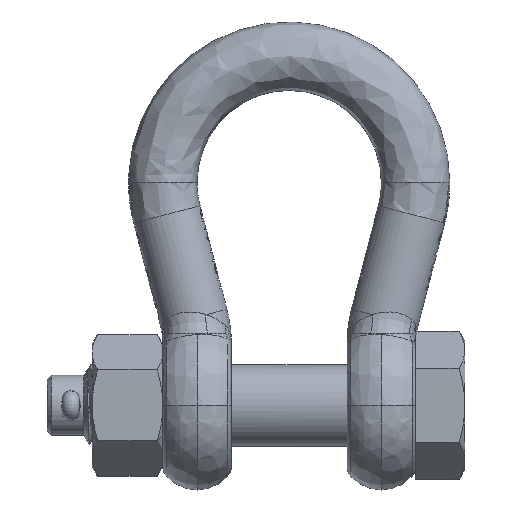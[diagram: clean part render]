
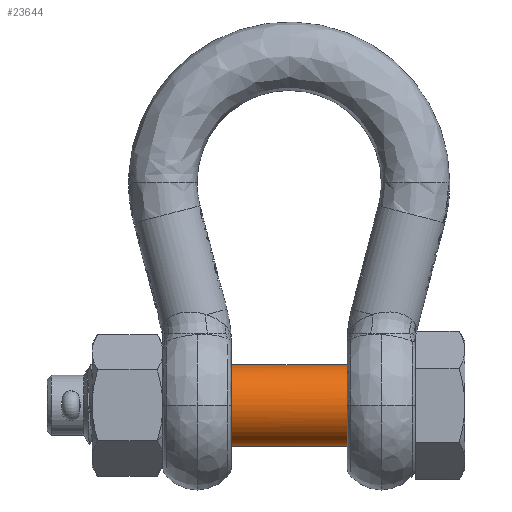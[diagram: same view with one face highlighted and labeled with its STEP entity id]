
A CAD part, top view. The second image highlights one B-rep face of the part: STEP entity #23644.
In plain terms, the highlighted cylindrical face has radius 9.5 mm (diameter 19 mm), a partial arc.
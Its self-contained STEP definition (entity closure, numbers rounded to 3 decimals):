
#23561 = EDGE_CURVE ( 'NONE', #23562, #23657, #31342, .T. ) ;
#23562 = VERTEX_POINT ( 'NONE', #31337 ) ;
#23568 = EDGE_CURVE ( 'NONE', #23585, #23997, #32281, .T. ) ;
#23581 = EDGE_LOOP ( 'NONE', ( #23702, #23683, #23603, #23583, #23703 ) ) ;
#23583 = ORIENTED_EDGE ( 'NONE', *, *, #23568, .T. ) ;
#23585 = VERTEX_POINT ( 'NONE', #32374 ) ;
#23603 = ORIENTED_EDGE ( 'NONE', *, *, #23617, .T. ) ;
#23617 = EDGE_CURVE ( 'NONE', #23657, #23585, #32487, .T. ) ;
#23644 = ADVANCED_FACE ( 'NONE', ( #32793 ), #32792, .T. ) ;
#23646 = VERTEX_POINT ( 'NONE', #32790 ) ;
#23657 = VERTEX_POINT ( 'NONE', #32831 ) ;
#23681 = EDGE_CURVE ( 'NONE', #23562, #23646, #34693, .T. ) ;
#23683 = ORIENTED_EDGE ( 'NONE', *, *, #23561, .T. ) ;
#23702 = ORIENTED_EDGE ( 'NONE', *, *, #23681, .F. ) ;
#23703 = ORIENTED_EDGE ( 'NONE', *, *, #23704, .F. ) ;
#23704 = EDGE_CURVE ( 'NONE', #23646, #23997, #34901, .T. ) ;
#23997 = VERTEX_POINT ( 'NONE', #38005 ) ;
#31337 = CARTESIAN_POINT ( 'NONE',  ( -9.5, 0., 11.75 ) ) ;
#31338 = DIRECTION ( 'NONE',  ( -1., 0., 0. ) ) ;
#31339 = DIRECTION ( 'NONE',  ( 0., 0., 1. ) ) ;
#31340 = AXIS2_PLACEMENT_3D ( 'NONE', #31343, #31339, #31338 ) ;
#31342 = CIRCLE ( 'NONE', #31340, 9.5 ) ;
#31343 = CARTESIAN_POINT ( 'NONE',  ( 0., 0., 11.75 ) ) ;
#32278 = DIRECTION ( 'NONE',  ( 0., 0., 1. ) ) ;
#32279 = VECTOR ( 'NONE', #32278, 1000. ) ;
#32280 = CARTESIAN_POINT ( 'NONE',  ( 9.5, 0., 11.75 ) ) ;
#32281 = LINE ( 'NONE', #32280, #32279 ) ;
#32374 = CARTESIAN_POINT ( 'NONE',  ( 9.5, 0., 11.75 ) ) ;
#32483 = DIRECTION ( 'NONE',  ( -1., 0., 0. ) ) ;
#32484 = DIRECTION ( 'NONE',  ( 0., 0., 1. ) ) ;
#32485 = CARTESIAN_POINT ( 'NONE',  ( 0., 0., 11.75 ) ) ;
#32486 = AXIS2_PLACEMENT_3D ( 'NONE', #32485, #32484, #32483 ) ;
#32487 = CIRCLE ( 'NONE', #32486, 9.5 ) ;
#32787 = DIRECTION ( 'NONE',  ( 1., 0., 0. ) ) ;
#32788 = DIRECTION ( 'NONE',  ( 0., 0., 1. ) ) ;
#32789 = AXIS2_PLACEMENT_3D ( 'NONE', #32791, #32788, #32787 ) ;
#32790 = CARTESIAN_POINT ( 'NONE',  ( -9.5, 0., 65.542 ) ) ;
#32791 = CARTESIAN_POINT ( 'NONE',  ( 0., 0., 11.75 ) ) ;
#32792 = CYLINDRICAL_SURFACE ( 'NONE', #32789, 9.5 ) ;
#32793 = FACE_OUTER_BOUND ( 'NONE', #23581, .T. ) ;
#32831 = CARTESIAN_POINT ( 'NONE',  ( 0., -9.5, 11.75 ) ) ;
#34693 = LINE ( 'NONE', #34741, #34740 ) ;
#34739 = DIRECTION ( 'NONE',  ( 0., 0., 1. ) ) ;
#34740 = VECTOR ( 'NONE', #34739, 1000. ) ;
#34741 = CARTESIAN_POINT ( 'NONE',  ( -9.5, 0., 11.75 ) ) ;
#34872 = CARTESIAN_POINT ( 'NONE',  ( 1.547, -9.378, 66.25 ) ) ;
#34873 = CARTESIAN_POINT ( 'NONE',  ( 1.237, -9.424, 66.237 ) ) ;
#34874 = CARTESIAN_POINT ( 'NONE',  ( 0.614, -9.485, 66.21 ) ) ;
#34875 = CARTESIAN_POINT ( 'NONE',  ( 0.303, -9.5, 66.196 ) ) ;
#34876 = CARTESIAN_POINT ( 'NONE',  ( -0.626, -9.5, 66.156 ) ) ;
#34877 = CARTESIAN_POINT ( 'NONE',  ( -1.242, -9.439, 66.13 ) ) ;
#34878 = CARTESIAN_POINT ( 'NONE',  ( -2.162, -9.256, 66.09 ) ) ;
#34879 = CARTESIAN_POINT ( 'NONE',  ( -2.467, -9.179, 66.076 ) ) ;
#34880 = CARTESIAN_POINT ( 'NONE',  ( -3.061, -8.999, 66.049 ) ) ;
#34881 = CARTESIAN_POINT ( 'NONE',  ( -3.352, -8.894, 66.036 ) ) ;
#34882 = CARTESIAN_POINT ( 'NONE',  ( -3.924, -8.657, 66.01 ) ) ;
#34883 = CARTESIAN_POINT ( 'NONE',  ( -4.204, -8.525, 65.996 ) ) ;
#34884 = CARTESIAN_POINT ( 'NONE',  ( -4.752, -8.232, 65.97 ) ) ;
#34885 = CARTESIAN_POINT ( 'NONE',  ( -5.022, -8.07, 65.956 ) ) ;
#34886 = CARTESIAN_POINT ( 'NONE',  ( -5.801, -7.549, 65.916 ) ) ;
#34887 = CARTESIAN_POINT ( 'NONE',  ( -6.279, -7.156, 65.889 ) ) ;
#34888 = CARTESIAN_POINT ( 'NONE',  ( -7.156, -6.279, 65.836 ) ) ;
#34889 = CARTESIAN_POINT ( 'NONE',  ( -7.557, -5.791, 65.809 ) ) ;
#34890 = CARTESIAN_POINT ( 'NONE',  ( -8.246, -4.758, 65.756 ) ) ;
#34891 = CARTESIAN_POINT ( 'NONE',  ( -8.538, -4.212, 65.729 ) ) ;
#34892 = CARTESIAN_POINT ( 'NONE',  ( -8.895, -3.35, 65.689 ) ) ;
#34893 = CARTESIAN_POINT ( 'NONE',  ( -9.002, -3.053, 65.675 ) ) ;
#34894 = CARTESIAN_POINT ( 'NONE',  ( -9.182, -2.456, 65.649 ) ) ;
#34895 = CARTESIAN_POINT ( 'NONE',  ( -9.257, -2.155, 65.635 ) ) ;
#34896 = CARTESIAN_POINT ( 'NONE',  ( -9.438, -1.245, 65.595 ) ) ;
#34897 = CARTESIAN_POINT ( 'NONE',  ( -9.5, -0.628, 65.569 ) ) ;
#34898 = CARTESIAN_POINT ( 'NONE',  ( -9.5, 0., 65.542 ) ) ;
#34901 = B_SPLINE_CURVE_WITH_KNOTS ( 'NONE', 3,
 ( #34898, #34897, #34896, #34895, #34894, #34893, #34892, #34891, #34890, #34889, #34888, #34887, #34886, #34885, #34884, #34883, #34882, #34881, #34880, #34879, #34878, #34877, #34876, #34875, #34874, #34873, #34872, #34946, #34945, #34944, #34943, #34942, #34941, #34940, #34939, #34938, #34937, #34936, #34935, #34934, #34933, #34932, #34931, #34930, #34929, #34928 ),
 .UNSPECIFIED., .F., .F.,
 ( 4, 2, 2, 2, 2, 2, 2, 2, 2, 2, 2, 2, 2, 2, 2, 2, 2, 2, 2, 2, 2, 2, 4 ),
 ( 0., 0.002, 0.003, 0.004, 0.006, 0.007, 0.009, 0.01, 0.011, 0.012, 0.013, 0.015, 0.016, 0.017, 0.019, 0.02, 0.02, 0.022, 0.024, 0.025, 0.026, 0.028, 0.03 ),
 .UNSPECIFIED. ) ;
#34928 = CARTESIAN_POINT ( 'NONE',  ( 9.5, 0., 66.825 ) ) ;
#34929 = CARTESIAN_POINT ( 'NONE',  ( 9.5, -0.628, 66.798 ) ) ;
#34930 = CARTESIAN_POINT ( 'NONE',  ( 9.437, -1.255, 66.771 ) ) ;
#34931 = CARTESIAN_POINT ( 'NONE',  ( 9.194, -2.472, 66.717 ) ) ;
#34932 = CARTESIAN_POINT ( 'NONE',  ( 9.014, -3.064, 66.691 ) ) ;
#34933 = CARTESIAN_POINT ( 'NONE',  ( 8.656, -3.928, 66.651 ) ) ;
#34934 = CARTESIAN_POINT ( 'NONE',  ( 8.521, -4.212, 66.637 ) ) ;
#34935 = CARTESIAN_POINT ( 'NONE',  ( 8.227, -4.761, 66.61 ) ) ;
#34936 = CARTESIAN_POINT ( 'NONE',  ( 8.067, -5.027, 66.597 ) ) ;
#34937 = CARTESIAN_POINT ( 'NONE',  ( 7.551, -5.799, 66.557 ) ) ;
#34938 = CARTESIAN_POINT ( 'NONE',  ( 7.156, -6.28, 66.531 ) ) ;
#34939 = CARTESIAN_POINT ( 'NONE',  ( 6.269, -7.165, 66.477 ) ) ;
#34940 = CARTESIAN_POINT ( 'NONE',  ( 5.789, -7.558, 66.45 ) ) ;
#34941 = CARTESIAN_POINT ( 'NONE',  ( 5.017, -8.073, 66.41 ) ) ;
#34942 = CARTESIAN_POINT ( 'NONE',  ( 4.751, -8.233, 66.397 ) ) ;
#34943 = CARTESIAN_POINT ( 'NONE',  ( 4.2, -8.527, 66.37 ) ) ;
#34944 = CARTESIAN_POINT ( 'NONE',  ( 3.915, -8.661, 66.357 ) ) ;
#34945 = CARTESIAN_POINT ( 'NONE',  ( 3.053, -9.018, 66.317 ) ) ;
#34946 = CARTESIAN_POINT ( 'NONE',  ( 2.461, -9.197, 66.29 ) ) ;
#38005 = CARTESIAN_POINT ( 'NONE',  ( 9.5, 0., 66.825 ) ) ;
